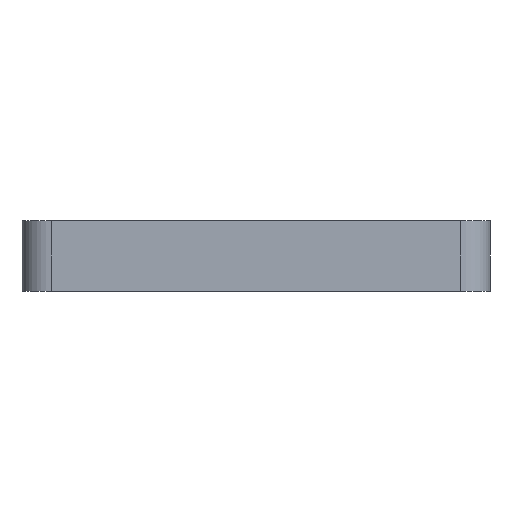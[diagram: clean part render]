
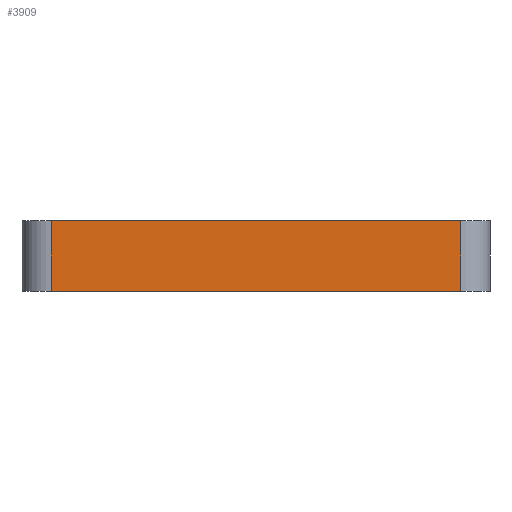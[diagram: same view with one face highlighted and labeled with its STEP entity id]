
A CAD part, left-side view. The second image highlights one B-rep face of the part: STEP entity #3909.
In plain terms, the highlighted planar face has unit normal (-1, 0, 0).
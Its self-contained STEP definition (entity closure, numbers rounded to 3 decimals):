
#205 = DIRECTION ( 'NONE',  ( 0., 0., 1. ) ) ;
#505 = DIRECTION ( 'NONE',  ( 0., 1., 0. ) ) ;
#512 = VERTEX_POINT ( 'NONE', #3168 ) ;
#781 = VECTOR ( 'NONE', #807, 1000. ) ;
#807 = DIRECTION ( 'NONE',  ( 0., -1., 0. ) ) ;
#1040 = CARTESIAN_POINT ( 'NONE',  ( -52.5, 28., 0. ) ) ;
#1228 = VECTOR ( 'NONE', #205, 1000. ) ;
#1307 = CARTESIAN_POINT ( 'NONE',  ( -52.5, 32., 9.6 ) ) ;
#1386 = ORIENTED_EDGE ( 'NONE', *, *, #3462, .F. ) ;
#1557 = CARTESIAN_POINT ( 'NONE',  ( -52.5, -28., 9.6 ) ) ;
#1575 = EDGE_CURVE ( 'NONE', #2549, #2474, #4479, .T. ) ;
#1576 = EDGE_LOOP ( 'NONE', ( #1386, #2040, #2682, #1780 ) ) ;
#1657 = LINE ( 'NONE', #1307, #781 ) ;
#1738 = CARTESIAN_POINT ( 'NONE',  ( -52.5, -28., 0. ) ) ;
#1780 = ORIENTED_EDGE ( 'NONE', *, *, #3381, .T. ) ;
#1890 = LINE ( 'NONE', #4046, #1974 ) ;
#1974 = VECTOR ( 'NONE', #2972, 1000. ) ;
#2040 = ORIENTED_EDGE ( 'NONE', *, *, #3418, .T. ) ;
#2210 = VECTOR ( 'NONE', #3791, 1000. ) ;
#2300 = FACE_OUTER_BOUND ( 'NONE', #1576, .T. ) ;
#2365 = PLANE ( 'NONE',  #2630 ) ;
#2474 = VERTEX_POINT ( 'NONE', #1738 ) ;
#2549 = VERTEX_POINT ( 'NONE', #1040 ) ;
#2630 = AXIS2_PLACEMENT_3D ( 'NONE', #3021, #3725, #505 ) ;
#2682 = ORIENTED_EDGE ( 'NONE', *, *, #1575, .T. ) ;
#2972 = DIRECTION ( 'NONE',  ( 0., 0., -1. ) ) ;
#3021 = CARTESIAN_POINT ( 'NONE',  ( -52.5, 32., 8.5 ) ) ;
#3049 = VERTEX_POINT ( 'NONE', #1557 ) ;
#3168 = CARTESIAN_POINT ( 'NONE',  ( -52.5, 28., 9.6 ) ) ;
#3381 = EDGE_CURVE ( 'NONE', #2474, #3049, #3774, .T. ) ;
#3415 = CARTESIAN_POINT ( 'NONE',  ( -52.5, 32., 0. ) ) ;
#3418 = EDGE_CURVE ( 'NONE', #512, #2549, #1890, .T. ) ;
#3462 = EDGE_CURVE ( 'NONE', #512, #3049, #1657, .T. ) ;
#3725 = DIRECTION ( 'NONE',  ( 1., 0., 0. ) ) ;
#3774 = LINE ( 'NONE', #4483, #1228 ) ;
#3791 = DIRECTION ( 'NONE',  ( 0., -1., 0. ) ) ;
#3909 = ADVANCED_FACE ( 'NONE', ( #2300 ), #2365, .F. ) ;
#4046 = CARTESIAN_POINT ( 'NONE',  ( -52.5, 28., 8.5 ) ) ;
#4479 = LINE ( 'NONE', #3415, #2210 ) ;
#4483 = CARTESIAN_POINT ( 'NONE',  ( -52.5, -28., 8.5 ) ) ;
